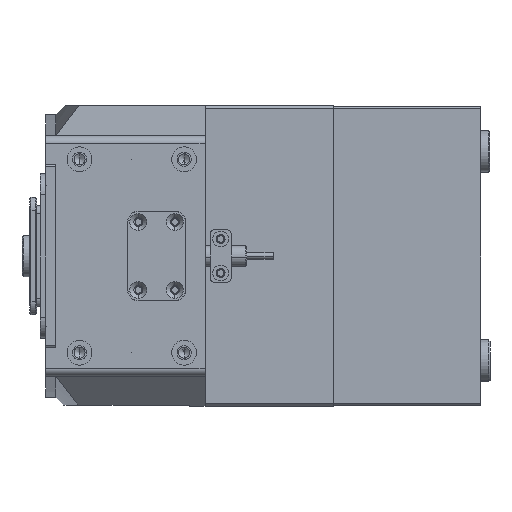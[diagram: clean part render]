
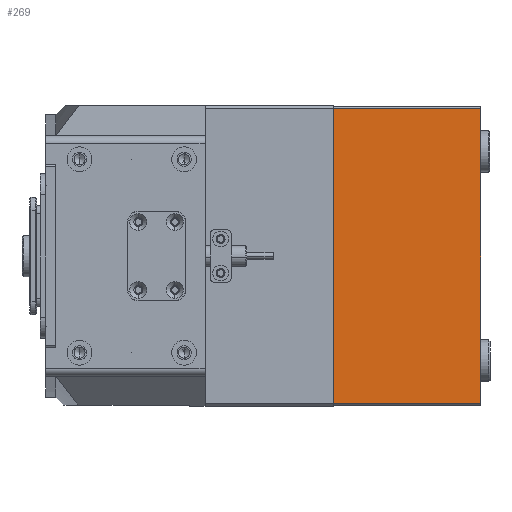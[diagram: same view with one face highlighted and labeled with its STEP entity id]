
A CAD part, left-side view. The second image highlights one B-rep face of the part: STEP entity #269.
In plain terms, the highlighted planar face has unit normal (-1, 0, 0).
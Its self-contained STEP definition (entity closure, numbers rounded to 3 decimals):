
#269 = ADVANCED_FACE ( 'NONE', ( #7963 ), #39496, .F. ) ;
#1871 = VECTOR ( 'NONE', #27306, 1000. ) ;
#3707 = DIRECTION ( 'NONE',  ( 1., 0., 0. ) ) ;
#5300 = DIRECTION ( 'NONE',  ( 0., 0., -1. ) ) ;
#5680 = EDGE_CURVE ( 'NONE', #50055, #20819, #29418, .T. ) ;
#6034 = VERTEX_POINT ( 'NONE', #10767 ) ;
#6441 = LINE ( 'NONE', #29208, #7690 ) ;
#7529 = EDGE_CURVE ( 'NONE', #13632, #6034, #30568, .T. ) ;
#7533 = CARTESIAN_POINT ( 'NONE',  ( -93., 57.3, -56. ) ) ;
#7690 = VECTOR ( 'NONE', #5300, 1000. ) ;
#7963 = FACE_OUTER_BOUND ( 'NONE', #20453, .T. ) ;
#9117 = ORIENTED_EDGE ( 'NONE', *, *, #5680, .F. ) ;
#9172 = ORIENTED_EDGE ( 'NONE', *, *, #32892, .T. ) ;
#10767 = CARTESIAN_POINT ( 'NONE',  ( -93., 56.3, 0. ) ) ;
#11075 = LINE ( 'NONE', #11997, #29802 ) ;
#11997 = CARTESIAN_POINT ( 'NONE',  ( -93., -56.3, -56. ) ) ;
#13160 = VECTOR ( 'NONE', #35268, 1000. ) ;
#13632 = VERTEX_POINT ( 'NONE', #15483 ) ;
#14934 = EDGE_CURVE ( 'NONE', #6034, #20819, #6441, .T. ) ;
#15408 = CARTESIAN_POINT ( 'NONE',  ( -93., 57.3, 0. ) ) ;
#15483 = CARTESIAN_POINT ( 'NONE',  ( -93., -56.3, 0. ) ) ;
#17552 = CARTESIAN_POINT ( 'NONE',  ( -93., 56.3, -56.5 ) ) ;
#19825 = DIRECTION ( 'NONE',  ( 0., 0., 1. ) ) ;
#20453 = EDGE_LOOP ( 'NONE', ( #9172, #32611, #47351, #9117 ) ) ;
#20819 = VERTEX_POINT ( 'NONE', #17552 ) ;
#27306 = DIRECTION ( 'NONE',  ( 0., 1., 0. ) ) ;
#28195 = AXIS2_PLACEMENT_3D ( 'NONE', #7533, #3707, #43489 ) ;
#29208 = CARTESIAN_POINT ( 'NONE',  ( -93., 56.3, -56. ) ) ;
#29418 = LINE ( 'NONE', #46106, #13160 ) ;
#29802 = VECTOR ( 'NONE', #19825, 1000. ) ;
#30568 = LINE ( 'NONE', #15408, #1871 ) ;
#32611 = ORIENTED_EDGE ( 'NONE', *, *, #7529, .T. ) ;
#32892 = EDGE_CURVE ( 'NONE', #50055, #13632, #11075, .T. ) ;
#35268 = DIRECTION ( 'NONE',  ( 0., 1., 0. ) ) ;
#39496 = PLANE ( 'NONE',  #28195 ) ;
#43489 = DIRECTION ( 'NONE',  ( 0., 1., 0. ) ) ;
#44195 = CARTESIAN_POINT ( 'NONE',  ( -93., -56.3, -56.5 ) ) ;
#46106 = CARTESIAN_POINT ( 'NONE',  ( -93., -56.3, -56.5 ) ) ;
#47351 = ORIENTED_EDGE ( 'NONE', *, *, #14934, .T. ) ;
#50055 = VERTEX_POINT ( 'NONE', #44195 ) ;
